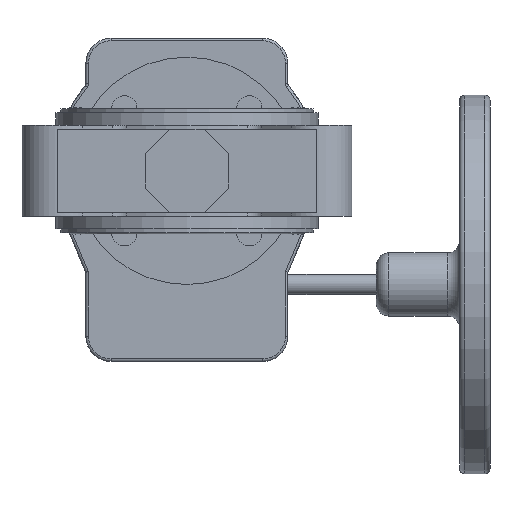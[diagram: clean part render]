
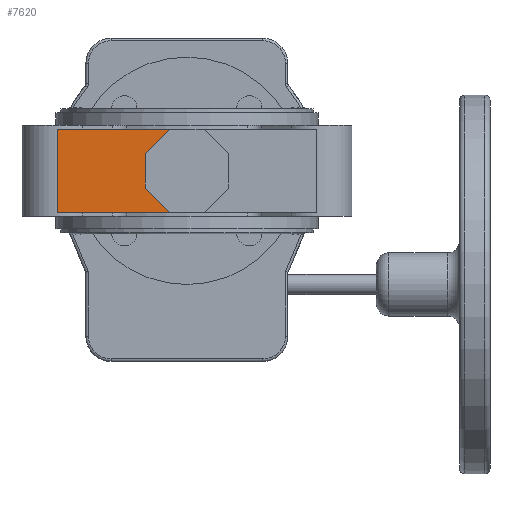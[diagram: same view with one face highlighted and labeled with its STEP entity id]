
A CAD part, front view. The second image highlights one B-rep face of the part: STEP entity #7620.
In plain terms, the highlighted planar face has unit normal (0, -1, 0).
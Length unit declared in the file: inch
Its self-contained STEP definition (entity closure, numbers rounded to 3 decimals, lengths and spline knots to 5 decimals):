
#1202 = DIRECTION ( 'NONE',  ( 0., 0., -1. ) ) ;
#2081 = CARTESIAN_POINT ( 'NONE',  ( 1.55006, -0.15015, 3.23025 ) ) ;
#2108 = CARTESIAN_POINT ( 'NONE',  ( 3.83745, -0.15015, 1.93104 ) ) ;
#2397 = LINE ( 'NONE', #9597, #4991 ) ;
#3658 = VECTOR ( 'NONE', #18664, 39.37008 ) ;
#3770 = VECTOR ( 'NONE', #5501, 39.37008 ) ;
#3972 = CARTESIAN_POINT ( 'NONE',  ( 1.16952, -0.15015, 2.31157 ) ) ;
#4153 = DIRECTION ( 'NONE',  ( 0., 0., -1. ) ) ;
#4404 = ORIENTED_EDGE ( 'NONE', *, *, #12625, .T. ) ;
#4991 = VECTOR ( 'NONE', #6233, 39.37008 ) ;
#5501 = DIRECTION ( 'NONE',  ( -0.707, 0., 0.707 ) ) ;
#5574 = LINE ( 'NONE', #10675, #14634 ) ;
#5708 = LINE ( 'NONE', #3972, #3770 ) ;
#6008 = ORIENTED_EDGE ( 'NONE', *, *, #16492, .T. ) ;
#6233 = DIRECTION ( 'NONE',  ( 0., 0., 1. ) ) ;
#6535 = CARTESIAN_POINT ( 'NONE',  ( 1.55006, -0.15015, 1.93104 ) ) ;
#6795 = ORIENTED_EDGE ( 'NONE', *, *, #18673, .F. ) ;
#7362 = VERTEX_POINT ( 'NONE', #6535 ) ;
#7620 = ADVANCED_FACE ( 'NONE', ( #14779 ), #16420, .T. ) ;
#7784 = EDGE_CURVE ( 'NONE', #17245, #19178, #2397, .T. ) ;
#8628 = DIRECTION ( 'NONE',  ( -1., 0., 0. ) ) ;
#8659 = EDGE_CURVE ( 'NONE', #17502, #12538, #5574, .T. ) ;
#9349 = VECTOR ( 'NONE', #8628, 39.37008 ) ;
#9438 = CARTESIAN_POINT ( 'NONE',  ( 3.83745, -0.15015, 3.23025 ) ) ;
#9493 = AXIS2_PLACEMENT_3D ( 'NONE', #9438, #21375, #1202 ) ;
#9597 = CARTESIAN_POINT ( 'NONE',  ( 1.16952, -0.15015, 2.84972 ) ) ;
#10675 = CARTESIAN_POINT ( 'NONE',  ( -0.19919, -0.15015, 3.23025 ) ) ;
#12306 = CARTESIAN_POINT ( 'NONE',  ( 1.55006, -0.15015, 3.23025 ) ) ;
#12432 = ORIENTED_EDGE ( 'NONE', *, *, #7784, .T. ) ;
#12538 = VERTEX_POINT ( 'NONE', #14566 ) ;
#12625 = EDGE_CURVE ( 'NONE', #19178, #15989, #15312, .T. ) ;
#12830 = EDGE_LOOP ( 'NONE', ( #6795, #6008, #12432, #4404, #19603, #20499 ) ) ;
#13254 = EDGE_CURVE ( 'NONE', #15989, #17502, #16372, .T. ) ;
#14300 = DIRECTION ( 'NONE',  ( -1., 0., 0. ) ) ;
#14566 = CARTESIAN_POINT ( 'NONE',  ( -0.19919, -0.15015, 1.93104 ) ) ;
#14634 = VECTOR ( 'NONE', #4153, 39.37008 ) ;
#14779 = FACE_OUTER_BOUND ( 'NONE', #12830, .T. ) ;
#15312 = LINE ( 'NONE', #2081, #3658 ) ;
#15989 = VERTEX_POINT ( 'NONE', #12306 ) ;
#16372 = LINE ( 'NONE', #18074, #17521 ) ;
#16387 = CARTESIAN_POINT ( 'NONE',  ( -0.19919, -0.15015, 3.23025 ) ) ;
#16420 = PLANE ( 'NONE',  #9493 ) ;
#16492 = EDGE_CURVE ( 'NONE', #7362, #17245, #5708, .T. ) ;
#16723 = CARTESIAN_POINT ( 'NONE',  ( 1.16952, -0.15015, 2.31157 ) ) ;
#17245 = VERTEX_POINT ( 'NONE', #16723 ) ;
#17502 = VERTEX_POINT ( 'NONE', #16387 ) ;
#17521 = VECTOR ( 'NONE', #14300, 39.37008 ) ;
#18074 = CARTESIAN_POINT ( 'NONE',  ( 3.83745, -0.15015, 3.23025 ) ) ;
#18642 = CARTESIAN_POINT ( 'NONE',  ( 1.16952, -0.15015, 2.84972 ) ) ;
#18664 = DIRECTION ( 'NONE',  ( 0.707, 0., 0.707 ) ) ;
#18673 = EDGE_CURVE ( 'NONE', #7362, #12538, #20422, .T. ) ;
#19178 = VERTEX_POINT ( 'NONE', #18642 ) ;
#19603 = ORIENTED_EDGE ( 'NONE', *, *, #13254, .T. ) ;
#20422 = LINE ( 'NONE', #2108, #9349 ) ;
#20499 = ORIENTED_EDGE ( 'NONE', *, *, #8659, .T. ) ;
#21375 = DIRECTION ( 'NONE',  ( 0., -1., 0. ) ) ;
